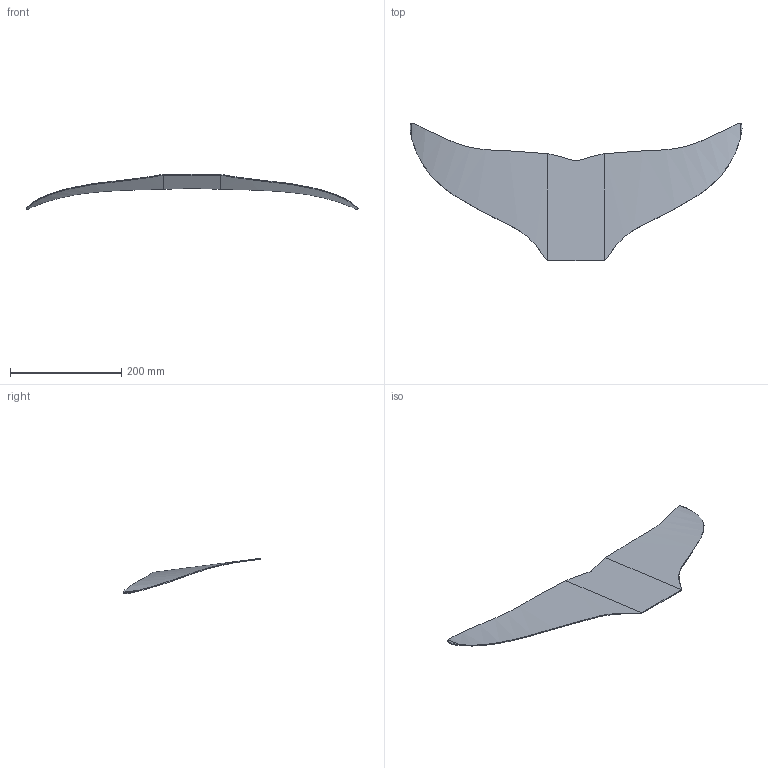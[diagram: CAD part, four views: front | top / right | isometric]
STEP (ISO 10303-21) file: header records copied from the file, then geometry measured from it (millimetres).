
FILE_DESCRIPTION(/* description */ ('STEP AP214'),/* implementation_level */ '2;1');
FILE_NAME(/* name */ '62525e1becdeb77adb8bbcac',/* time_stamp */ '2022-04-10T04:33:31+00:00',/* author */ (''),/* organization */ (''),/* preprocessor_version */ 'ST-DEVELOPER v18.101',/* originating_system */ ' ',/* authorisation */ ' ');
FILE_SCHEMA (('AUTOMOTIVE_DESIGN {1 0 10303 214 3 1 1}'));
Length unit declared in the file: metre
Products named in the file (1): tail1
Bounding box: 597.45 x 247.39 x 63.79 mm (x, y, z)
Volume: 109433.4 mm3; surface area: 153924.5 mm2
Topology: 1 solids, 1 shells, 18 faces, 48 edges, 32 vertices
Faces by surface type: bspline 10, plane 7, cylinder 1
Entity records: 1486 total; most frequent: CARTESIAN_POINT 1087, ORIENTED_EDGE 96, EDGE_CURVE 48, DIRECTION 40, VERTEX_POINT 32, B_SPLINE_CURVE_WITH_KNOTS 28, LINE 18, VECTOR 18
